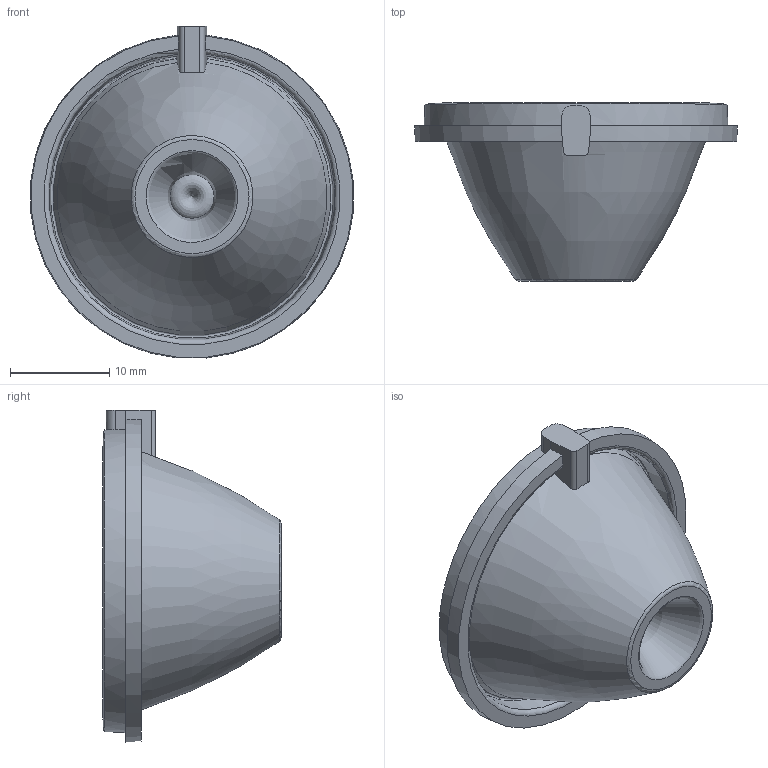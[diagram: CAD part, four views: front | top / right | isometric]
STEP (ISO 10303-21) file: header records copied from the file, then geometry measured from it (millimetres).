
FILE_DESCRIPTION(('STEP AP214'),'1');
FILE_NAME('180116_LLC25N_ COMMERCIAL.stp','2018-01-17T08:45:38',(' '),(' '),'Spatial InterOp 3D',' ',' ');
FILE_SCHEMA(('AUTOMOTIVE_DESIGN { 1 0 10303 214 1 1 1 1 }'));
Length unit declared in the file: millimetre
Products named in the file (1): LLC25N_COMMERCIAL
Bounding box: 32.52 x 17.94 x 33.44 mm (x, y, z)
Volume: 6676.2 mm3; surface area: 3013.1 mm2
Topology: 1 solids, 1 shells, 27 faces, 88 edges, 62 vertices
Faces by surface type: plane 10, revolution 6, cylinder 4, torus 4, cone 3
Entity records: 1368 total; most frequent: CARTESIAN_POINT 480, ORIENTED_EDGE 148, DIRECTION 114, EDGE_CURVE 74, VERTEX_POINT 58, AXIS2_PLACEMENT_3D 44, EDGE_LOOP 34, FACE_OUTER_BOUND 32
